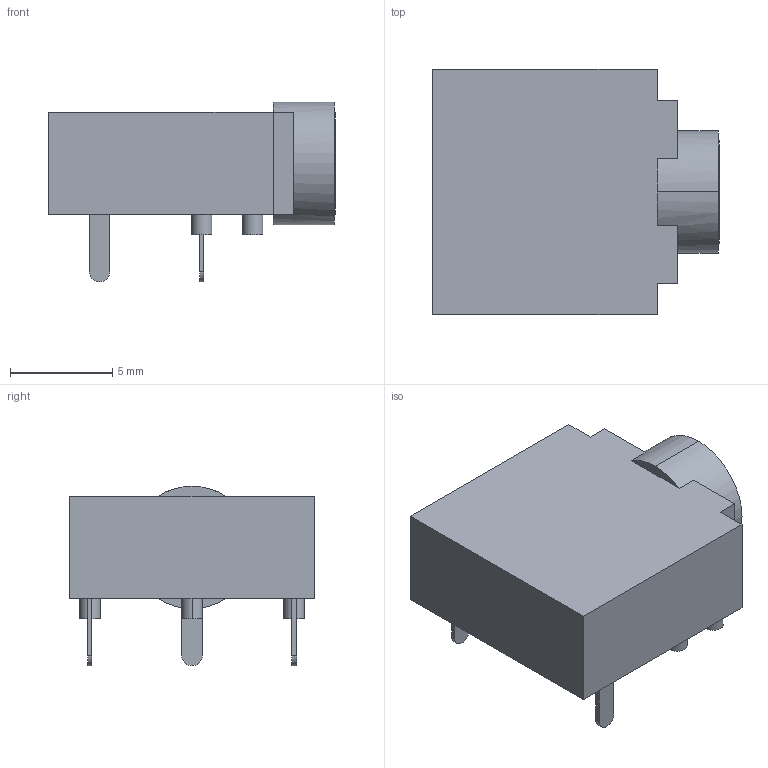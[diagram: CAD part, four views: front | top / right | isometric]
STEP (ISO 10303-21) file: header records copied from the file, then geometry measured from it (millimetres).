
FILE_DESCRIPTION (( 'STEP AP214' ), '1' );
FILE_NAME ('CUI_DEVICES_SJ1-3523NG.step', '2020-11-05T07:12:49', ( '' ), ( '' ), 'SwSTEP 2.0', 'SolidWorks 2020', '' );
FILE_SCHEMA (( 'AUTOMOTIVE_DESIGN' ));
Length unit declared in the file: inch
Products named in the file (1): CUI_DEVICES_SJ1-3523NG
Bounding box: 14.05 x 12 x 8.8 mm (x, y, z)
Volume: 749.9 mm3; surface area: 691.6 mm2
Topology: 3 solids, 3 shells, 65 faces, 150 edges, 100 vertices
Faces by surface type: plane 44, cylinder 21
Entity records: 2601 total; most frequent: DIRECTION 328, CARTESIAN_POINT 316, ORIENTED_EDGE 300, EDGE_CURVE 150, AXIS2_PLACEMENT_3D 112, VECTOR 104, LINE 104, VERTEX_POINT 100
